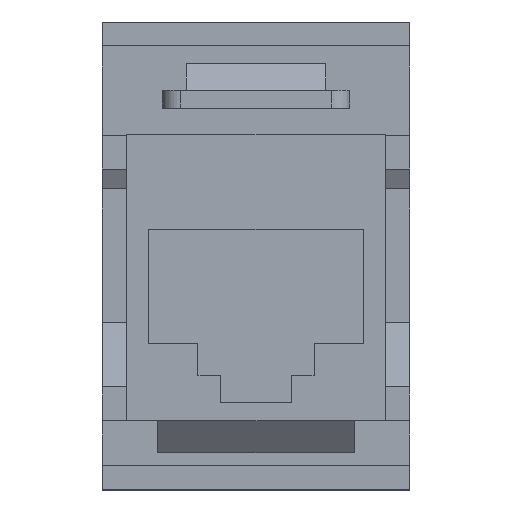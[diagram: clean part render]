
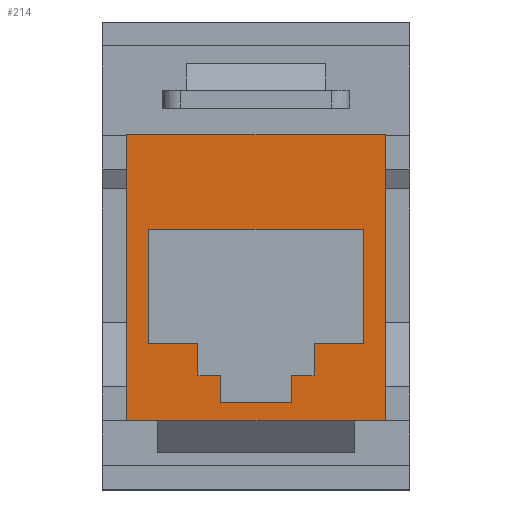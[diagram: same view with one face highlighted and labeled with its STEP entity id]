
A CAD part, top view. The second image highlights one B-rep face of the part: STEP entity #214.
In plain terms, the highlighted planar face has unit normal (0, 0, 1).
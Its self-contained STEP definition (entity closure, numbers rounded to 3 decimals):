
#23 = EDGE_LOOP ( 'NONE', ( #2569, #2506, #1923, #199 ) ) ;
#46 = ORIENTED_EDGE ( 'NONE', *, *, #606, .F. ) ;
#83 = EDGE_CURVE ( 'NONE', #1955, #270, #1347, .T. ) ;
#113 = VERTEX_POINT ( 'NONE', #1550 ) ;
#132 = VERTEX_POINT ( 'NONE', #1592 ) ;
#145 = LINE ( 'NONE', #601, #1236 ) ;
#163 = CARTESIAN_POINT ( 'NONE',  ( -3.25, -5.5, 17. ) ) ;
#185 = VECTOR ( 'NONE', #967, 1000. ) ;
#199 = ORIENTED_EDGE ( 'NONE', *, *, #803, .T. ) ;
#202 = CARTESIAN_POINT ( 'NONE',  ( 3.25, -3.7, 17. ) ) ;
#211 = EDGE_CURVE ( 'NONE', #540, #1318, #2073, .T. ) ;
#214 = ADVANCED_FACE ( 'NONE', ( #2593, #358 ), #629, .T. ) ;
#225 = VECTOR ( 'NONE', #2316, 1000. ) ;
#246 = DIRECTION ( 'NONE',  ( 0., -1., 0. ) ) ;
#248 = EDGE_CURVE ( 'NONE', #926, #1443, #145, .T. ) ;
#262 = VECTOR ( 'NONE', #2041, 1000. ) ;
#270 = VERTEX_POINT ( 'NONE', #432 ) ;
#293 = LINE ( 'NONE', #1228, #2006 ) ;
#307 = CARTESIAN_POINT ( 'NONE',  ( 6., -3.7, 17. ) ) ;
#337 = ORIENTED_EDGE ( 'NONE', *, *, #351, .F. ) ;
#350 = DIRECTION ( 'NONE',  ( -1., 0., 0. ) ) ;
#351 = EDGE_CURVE ( 'NONE', #1443, #540, #2631, .T. ) ;
#356 = LINE ( 'NONE', #2722, #868 ) ;
#358 = FACE_OUTER_BOUND ( 'NONE', #23, .T. ) ;
#368 = EDGE_CURVE ( 'NONE', #1318, #771, #2494, .T. ) ;
#402 = VERTEX_POINT ( 'NONE', #2808 ) ;
#408 = ORIENTED_EDGE ( 'NONE', *, *, #586, .F. ) ;
#432 = CARTESIAN_POINT ( 'NONE',  ( 7.25, 8., 17. ) ) ;
#470 = EDGE_CURVE ( 'NONE', #113, #2773, #628, .T. ) ;
#540 = VERTEX_POINT ( 'NONE', #1639 ) ;
#545 = DIRECTION ( 'NONE',  ( 1., 0., 0. ) ) ;
#552 = EDGE_CURVE ( 'NONE', #2773, #926, #1502, .T. ) ;
#558 = VECTOR ( 'NONE', #246, 1000. ) ;
#565 = EDGE_CURVE ( 'NONE', #834, #944, #356, .T. ) ;
#585 = CARTESIAN_POINT ( 'NONE',  ( -3.25, -3.7, 17. ) ) ;
#586 = EDGE_CURVE ( 'NONE', #771, #834, #2523, .T. ) ;
#601 = CARTESIAN_POINT ( 'NONE',  ( 2., -7., 17. ) ) ;
#606 = EDGE_CURVE ( 'NONE', #944, #714, #293, .T. ) ;
#613 = CARTESIAN_POINT ( 'NONE',  ( 0., 0., 17. ) ) ;
#622 = EDGE_CURVE ( 'NONE', #714, #402, #2463, .T. ) ;
#628 = LINE ( 'NONE', #2191, #558 ) ;
#629 = PLANE ( 'NONE',  #2414 ) ;
#634 = ORIENTED_EDGE ( 'NONE', *, *, #248, .F. ) ;
#651 = EDGE_CURVE ( 'NONE', #402, #885, #1233, .T. ) ;
#662 = EDGE_CURVE ( 'NONE', #885, #113, #2317, .T. ) ;
#682 = CARTESIAN_POINT ( 'NONE',  ( -7.25, 8., 17. ) ) ;
#714 = VERTEX_POINT ( 'NONE', #2640 ) ;
#729 = VECTOR ( 'NONE', #1678, 1000. ) ;
#741 = CARTESIAN_POINT ( 'NONE',  ( -7.25, -8., 17. ) ) ;
#771 = VERTEX_POINT ( 'NONE', #307 ) ;
#803 = EDGE_CURVE ( 'NONE', #1543, #132, #2034, .T. ) ;
#834 = VERTEX_POINT ( 'NONE', #2484 ) ;
#849 = EDGE_CURVE ( 'NONE', #270, #1543, #1905, .T. ) ;
#868 = VECTOR ( 'NONE', #350, 1000. ) ;
#885 = VERTEX_POINT ( 'NONE', #1853 ) ;
#917 = CARTESIAN_POINT ( 'NONE',  ( 7.25, -8., 17. ) ) ;
#926 = VERTEX_POINT ( 'NONE', #1424 ) ;
#939 = VECTOR ( 'NONE', #2300, 1000. ) ;
#944 = VERTEX_POINT ( 'NONE', #2283 ) ;
#967 = DIRECTION ( 'NONE',  ( 0., 1., 0. ) ) ;
#985 = ORIENTED_EDGE ( 'NONE', *, *, #565, .F. ) ;
#1043 = CARTESIAN_POINT ( 'NONE',  ( -2., -5.5, 17. ) ) ;
#1053 = ORIENTED_EDGE ( 'NONE', *, *, #470, .F. ) ;
#1057 = CARTESIAN_POINT ( 'NONE',  ( 3.25, -3.7, 17. ) ) ;
#1088 = DIRECTION ( 'NONE',  ( 0., 1., 0. ) ) ;
#1122 = DIRECTION ( 'NONE',  ( 1., 0., 0. ) ) ;
#1165 = CARTESIAN_POINT ( 'NONE',  ( 7.25, -8., 17. ) ) ;
#1228 = CARTESIAN_POINT ( 'NONE',  ( -6., -3.7, 17. ) ) ;
#1233 = LINE ( 'NONE', #163, #729 ) ;
#1236 = VECTOR ( 'NONE', #2130, 1000. ) ;
#1308 = CARTESIAN_POINT ( 'NONE',  ( -2., -7., 17. ) ) ;
#1318 = VERTEX_POINT ( 'NONE', #1057 ) ;
#1347 = LINE ( 'NONE', #1165, #185 ) ;
#1400 = VECTOR ( 'NONE', #1607, 1000. ) ;
#1424 = CARTESIAN_POINT ( 'NONE',  ( 2., -7., 17. ) ) ;
#1434 = VECTOR ( 'NONE', #1088, 1000. ) ;
#1443 = VERTEX_POINT ( 'NONE', #1501 ) ;
#1482 = ORIENTED_EDGE ( 'NONE', *, *, #211, .F. ) ;
#1501 = CARTESIAN_POINT ( 'NONE',  ( 2., -5.5, 17. ) ) ;
#1502 = LINE ( 'NONE', #2069, #939 ) ;
#1543 = VERTEX_POINT ( 'NONE', #682 ) ;
#1550 = CARTESIAN_POINT ( 'NONE',  ( -2., -5.5, 17. ) ) ;
#1569 = EDGE_CURVE ( 'NONE', #132, #1955, #2520, .T. ) ;
#1592 = CARTESIAN_POINT ( 'NONE',  ( -7.25, -8., 17. ) ) ;
#1607 = DIRECTION ( 'NONE',  ( 0., -1., 0. ) ) ;
#1620 = ORIENTED_EDGE ( 'NONE', *, *, #552, .F. ) ;
#1623 = CARTESIAN_POINT ( 'NONE',  ( -7.25, -8., 17. ) ) ;
#1639 = CARTESIAN_POINT ( 'NONE',  ( 3.25, -5.5, 17. ) ) ;
#1678 = DIRECTION ( 'NONE',  ( 0., -1., 0. ) ) ;
#1716 = ORIENTED_EDGE ( 'NONE', *, *, #662, .F. ) ;
#1737 = CARTESIAN_POINT ( 'NONE',  ( 3.25, -5.5, 17. ) ) ;
#1813 = VECTOR ( 'NONE', #2553, 1000. ) ;
#1836 = CARTESIAN_POINT ( 'NONE',  ( -7.25, 8., 17. ) ) ;
#1853 = CARTESIAN_POINT ( 'NONE',  ( -3.25, -5.5, 17. ) ) ;
#1867 = DIRECTION ( 'NONE',  ( 0., 1., 0. ) ) ;
#1905 = LINE ( 'NONE', #1836, #262 ) ;
#1909 = VECTOR ( 'NONE', #1929, 1000. ) ;
#1923 = ORIENTED_EDGE ( 'NONE', *, *, #849, .T. ) ;
#1928 = DIRECTION ( 'NONE',  ( 1., 0., 0. ) ) ;
#1929 = DIRECTION ( 'NONE',  ( 1., 0., 0. ) ) ;
#1936 = VECTOR ( 'NONE', #545, 1000. ) ;
#1942 = VECTOR ( 'NONE', #1867, 1000. ) ;
#1955 = VERTEX_POINT ( 'NONE', #917 ) ;
#1979 = VECTOR ( 'NONE', #1122, 1000. ) ;
#2006 = VECTOR ( 'NONE', #2525, 1000. ) ;
#2034 = LINE ( 'NONE', #741, #1400 ) ;
#2041 = DIRECTION ( 'NONE',  ( -1., 0., 0. ) ) ;
#2052 = ORIENTED_EDGE ( 'NONE', *, *, #368, .F. ) ;
#2069 = CARTESIAN_POINT ( 'NONE',  ( -2., -7., 17. ) ) ;
#2073 = LINE ( 'NONE', #1737, #1434 ) ;
#2123 = ORIENTED_EDGE ( 'NONE', *, *, #622, .F. ) ;
#2130 = DIRECTION ( 'NONE',  ( 0., 1., 0. ) ) ;
#2167 = DIRECTION ( 'NONE',  ( 0., 0., 1. ) ) ;
#2191 = CARTESIAN_POINT ( 'NONE',  ( -2., -7., 17. ) ) ;
#2283 = CARTESIAN_POINT ( 'NONE',  ( -6., 2.7, 17. ) ) ;
#2300 = DIRECTION ( 'NONE',  ( 1., 0., 0. ) ) ;
#2316 = DIRECTION ( 'NONE',  ( 1., 0., 0. ) ) ;
#2317 = LINE ( 'NONE', #1043, #1813 ) ;
#2414 = AXIS2_PLACEMENT_3D ( 'NONE', #613, #2167, #1928 ) ;
#2463 = LINE ( 'NONE', #585, #225 ) ;
#2484 = CARTESIAN_POINT ( 'NONE',  ( 6., 2.7, 17. ) ) ;
#2494 = LINE ( 'NONE', #202, #1909 ) ;
#2506 = ORIENTED_EDGE ( 'NONE', *, *, #83, .T. ) ;
#2520 = LINE ( 'NONE', #1623, #1936 ) ;
#2523 = LINE ( 'NONE', #2732, #1942 ) ;
#2525 = DIRECTION ( 'NONE',  ( 0., -1., 0. ) ) ;
#2553 = DIRECTION ( 'NONE',  ( 1., 0., 0. ) ) ;
#2569 = ORIENTED_EDGE ( 'NONE', *, *, #1569, .T. ) ;
#2593 = FACE_BOUND ( 'NONE', #2738, .T. ) ;
#2631 = LINE ( 'NONE', #2797, #1979 ) ;
#2640 = CARTESIAN_POINT ( 'NONE',  ( -6., -3.7, 17. ) ) ;
#2703 = ORIENTED_EDGE ( 'NONE', *, *, #651, .F. ) ;
#2722 = CARTESIAN_POINT ( 'NONE',  ( -6., 2.7, 17. ) ) ;
#2732 = CARTESIAN_POINT ( 'NONE',  ( 6., -3.7, 17. ) ) ;
#2738 = EDGE_LOOP ( 'NONE', ( #1620, #1053, #1716, #2703, #2123, #46, #985, #408, #2052, #1482, #337, #634 ) ) ;
#2773 = VERTEX_POINT ( 'NONE', #1308 ) ;
#2797 = CARTESIAN_POINT ( 'NONE',  ( 2., -5.5, 17. ) ) ;
#2808 = CARTESIAN_POINT ( 'NONE',  ( -3.25, -3.7, 17. ) ) ;
